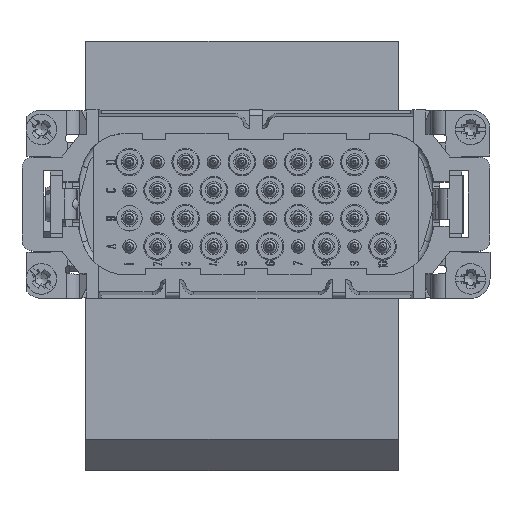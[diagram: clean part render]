
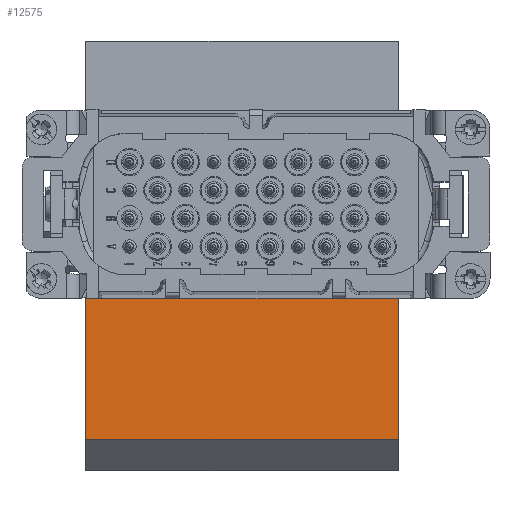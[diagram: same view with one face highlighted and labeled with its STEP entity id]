
A CAD part, top view. The second image highlights one B-rep face of the part: STEP entity #12575.
In plain terms, the highlighted planar face has unit normal (0, -0.001, 1).
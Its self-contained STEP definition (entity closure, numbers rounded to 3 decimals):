
#10371=PLANE('',#63309);
#12575=ADVANCED_FACE('',(#15542),#10371,.T.);
#15542=FACE_OUTER_BOUND('',#18285,.T.);
#18285=EDGE_LOOP('',(#28097,#28098,#28099,#28100,#28101,#28102));
#28097=ORIENTED_EDGE('',*,*,#44593,.F.);
#28098=ORIENTED_EDGE('',*,*,#44592,.F.);
#28099=ORIENTED_EDGE('',*,*,#44594,.T.);
#28100=ORIENTED_EDGE('',*,*,#44595,.F.);
#28101=ORIENTED_EDGE('',*,*,#44596,.F.);
#28102=ORIENTED_EDGE('',*,*,#44597,.T.);
#38719=VERTEX_POINT('',#88604);
#38721=VERTEX_POINT('',#88608);
#38722=VERTEX_POINT('',#88612);
#38723=VERTEX_POINT('',#88614);
#38724=VERTEX_POINT('',#88616);
#38725=VERTEX_POINT('',#88618);
#44592=EDGE_CURVE('',#38721,#38719,#52319,.T.);
#44593=EDGE_CURVE('',#38719,#38722,#52320,.T.);
#44594=EDGE_CURVE('',#38721,#38723,#52321,.T.);
#44595=EDGE_CURVE('',#38724,#38723,#52322,.T.);
#44596=EDGE_CURVE('',#38725,#38724,#52323,.T.);
#44597=EDGE_CURVE('',#38725,#38722,#52324,.T.);
#52319=LINE('',#88609,#57127);
#52320=LINE('',#88611,#57128);
#52321=LINE('',#88613,#57129);
#52322=LINE('',#88615,#57130);
#52323=LINE('',#88617,#57131);
#52324=LINE('',#88619,#57132);
#57127=VECTOR('',#71672,1.);
#57128=VECTOR('',#71675,1.);
#57129=VECTOR('',#71676,1.);
#57130=VECTOR('',#71677,1.);
#57131=VECTOR('',#71678,1.);
#57132=VECTOR('',#71679,1.);
#63309=AXIS2_PLACEMENT_3D('',#88620,#71680,#71681);
#71672=DIRECTION('',(1.,0.,0.));
#71675=DIRECTION('',(0.,-1.,-0.001));
#71676=DIRECTION('',(0.,1.,0.001));
#71677=DIRECTION('',(1.,0.,0.));
#71678=DIRECTION('',(0.,1.,0.001));
#71679=DIRECTION('',(1.,0.,0.));
#71680=DIRECTION('',(0.,-0.001,1.));
#71681=DIRECTION('',(0.,-1.,-0.001));
#88604=CARTESIAN_POINT('',(25.74,-15.787,-37.525));
#88608=CARTESIAN_POINT('',(-26.26,-15.787,-37.525));
#88609=CARTESIAN_POINT('',(-25.06,-15.787,-37.525));
#88611=CARTESIAN_POINT('',(25.74,-42.337,-37.541));
#88612=CARTESIAN_POINT('',(25.74,-42.337,-37.541));
#88613=CARTESIAN_POINT('',(-26.26,-15.787,-37.525));
#88614=CARTESIAN_POINT('',(-26.26,-10.837,-37.522));
#88615=CARTESIAN_POINT('',(-25.06,-10.837,-37.522));
#88616=CARTESIAN_POINT('',(-30.76,-10.837,-37.522));
#88617=CARTESIAN_POINT('',(-30.76,-42.337,-37.541));
#88618=CARTESIAN_POINT('',(-30.76,-42.337,-37.541));
#88619=CARTESIAN_POINT('',(-25.06,-42.337,-37.541));
#88620=CARTESIAN_POINT('',(-25.06,-42.337,-37.541));
